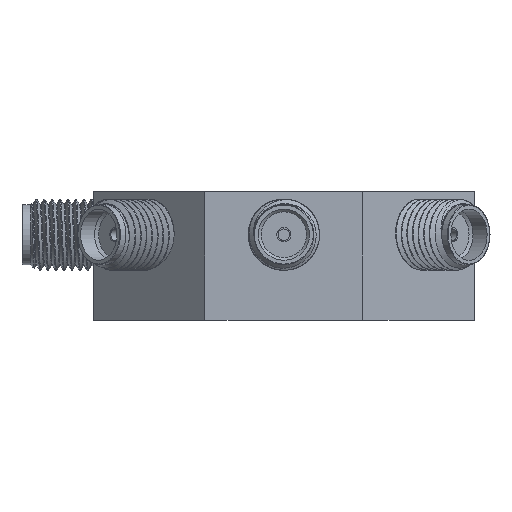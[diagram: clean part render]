
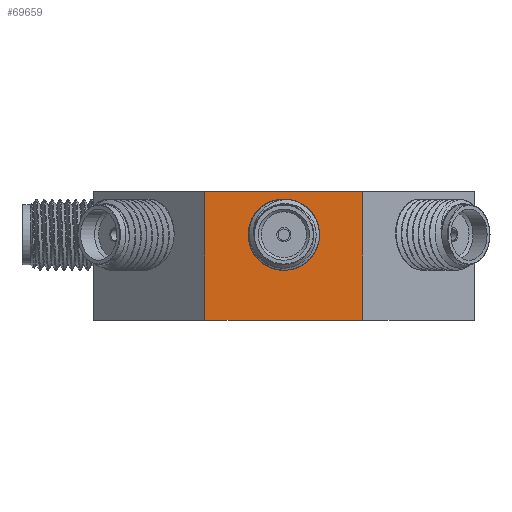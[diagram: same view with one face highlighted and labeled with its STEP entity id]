
A CAD part, left-side view. The second image highlights one B-rep face of the part: STEP entity #69659.
In plain terms, the highlighted planar face has unit normal (-1, 0, 0).
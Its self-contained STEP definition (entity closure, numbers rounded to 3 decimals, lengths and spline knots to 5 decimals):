
#1192 = DIRECTION ( 'NONE',  ( 0., 0., 1. ) ) ;
#6051 = DIRECTION ( 'NONE',  ( 0., -1., 0. ) ) ;
#6241 = VECTOR ( 'NONE', #71444, 39.37008 ) ;
#9068 = FACE_OUTER_BOUND ( 'NONE', #34840, .T. ) ;
#10752 = CARTESIAN_POINT ( 'NONE',  ( -0.67, 0.27752, -0.3 ) ) ;
#19953 = DIRECTION ( 'NONE',  ( 0., 0., 1. ) ) ;
#20248 = CARTESIAN_POINT ( 'NONE',  ( -0.67, -0.27752, -0.3 ) ) ;
#24483 = LINE ( 'NONE', #29173, #50825 ) ;
#24764 = ORIENTED_EDGE ( 'NONE', *, *, #40396, .F. ) ;
#29173 = CARTESIAN_POINT ( 'NONE',  ( -0.67, -0.27752, -0.3 ) ) ;
#32867 = CARTESIAN_POINT ( 'NONE',  ( -0.67, 0.27752, 0.15 ) ) ;
#34840 = EDGE_LOOP ( 'NONE', ( #62735, #48167, #24764, #67216 ) ) ;
#36294 = EDGE_CURVE ( 'NONE', #55079, #62948, #51278, .T. ) ;
#40396 = EDGE_CURVE ( 'NONE', #55079, #79923, #70135, .T. ) ;
#48167 = ORIENTED_EDGE ( 'NONE', *, *, #62910, .F. ) ;
#48191 = VECTOR ( 'NONE', #1192, 39.37008 ) ;
#49346 = EDGE_CURVE ( 'NONE', #62948, #55259, #24483, .T. ) ;
#50825 = VECTOR ( 'NONE', #70877, 39.37008 ) ;
#51278 = LINE ( 'NONE', #64366, #6241 ) ;
#55079 = VERTEX_POINT ( 'NONE', #10752 ) ;
#55259 = VERTEX_POINT ( 'NONE', #57445 ) ;
#57445 = CARTESIAN_POINT ( 'NONE',  ( -0.67, -0.27752, 0.15 ) ) ;
#61983 = PLANE ( 'NONE',  #64088 ) ;
#62735 = ORIENTED_EDGE ( 'NONE', *, *, #49346, .T. ) ;
#62910 = EDGE_CURVE ( 'NONE', #79923, #55259, #88214, .T. ) ;
#62948 = VERTEX_POINT ( 'NONE', #20248 ) ;
#64088 = AXIS2_PLACEMENT_3D ( 'NONE', #83150, #83462, #19953 ) ;
#64366 = CARTESIAN_POINT ( 'NONE',  ( -0.67, 0.27752, -0.3 ) ) ;
#67216 = ORIENTED_EDGE ( 'NONE', *, *, #36294, .T. ) ;
#69659 = ADVANCED_FACE ( 'NONE', ( #9068 ), #61983, .T. ) ;
#70135 = LINE ( 'NONE', #70911, #48191 ) ;
#70877 = DIRECTION ( 'NONE',  ( 0., 0., 1. ) ) ;
#70911 = CARTESIAN_POINT ( 'NONE',  ( -0.67, 0.27752, -0.3 ) ) ;
#71444 = DIRECTION ( 'NONE',  ( 0., -1., 0. ) ) ;
#75325 = CARTESIAN_POINT ( 'NONE',  ( -0.67, 0.27752, 0.15 ) ) ;
#79923 = VERTEX_POINT ( 'NONE', #75325 ) ;
#80536 = VECTOR ( 'NONE', #6051, 39.37008 ) ;
#83150 = CARTESIAN_POINT ( 'NONE',  ( -0.67, 0.27752, -0.3 ) ) ;
#83462 = DIRECTION ( 'NONE',  ( -1., 0., 0. ) ) ;
#88214 = LINE ( 'NONE', #32867, #80536 ) ;
